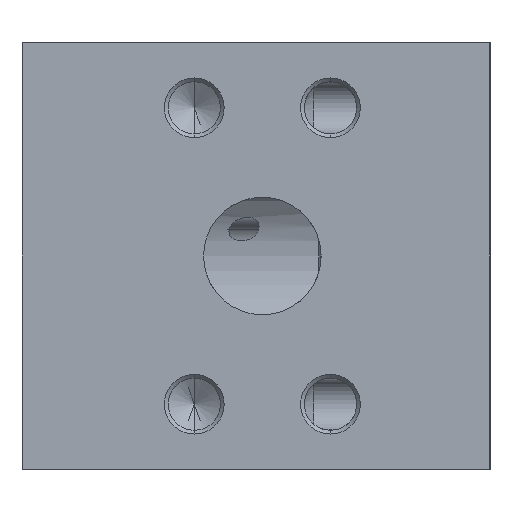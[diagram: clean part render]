
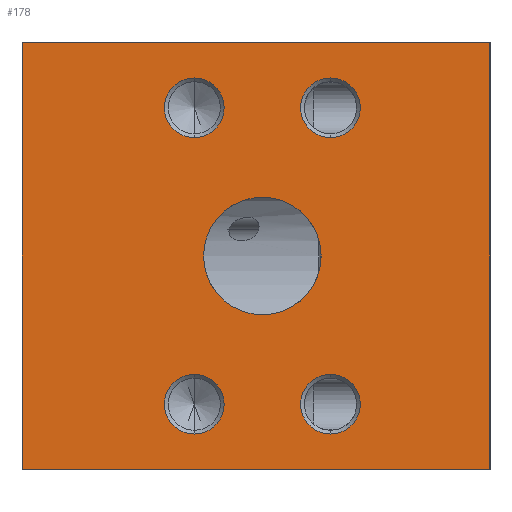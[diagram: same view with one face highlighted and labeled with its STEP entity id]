
A CAD part, left-side view. The second image highlights one B-rep face of the part: STEP entity #178.
In plain terms, the highlighted planar face has unit normal (-1, 0, 0).
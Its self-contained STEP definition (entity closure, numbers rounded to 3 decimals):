
#178 = ADVANCED_FACE ( 'NONE', ( #5175, #10093, #513, #6472, #4908, #17587 ), #6694, .T. ) ;
#513 = FACE_BOUND ( 'NONE', #15847, .T. ) ;
#789 = VECTOR ( 'NONE', #1043, 1000. ) ;
#883 = VERTEX_POINT ( 'NONE', #2403 ) ;
#952 = DIRECTION ( 'NONE',  ( 0., 0., 1. ) ) ;
#1043 = DIRECTION ( 'NONE',  ( 0., 0., 1. ) ) ;
#1118 = ORIENTED_EDGE ( 'NONE', *, *, #19191, .F. ) ;
#1184 = DIRECTION ( 'NONE',  ( 0., 0., 1. ) ) ;
#1279 = LINE ( 'NONE', #10412, #5641 ) ;
#1456 = CARTESIAN_POINT ( 'NONE',  ( 0., -46.15, 96.85 ) ) ;
#1734 = ORIENTED_EDGE ( 'NONE', *, *, #14840, .T. ) ;
#1789 = CARTESIAN_POINT ( 'NONE',  ( 0., -46.15, 9.45 ) ) ;
#2403 = CARTESIAN_POINT ( 'NONE',  ( 0., -82.65, 88.85 ) ) ;
#2644 = VERTEX_POINT ( 'NONE', #1789 ) ;
#2647 = DIRECTION ( 'NONE',  ( 0., 0., 1. ) ) ;
#2876 = VECTOR ( 'NONE', #9423, 1000. ) ;
#3016 = VERTEX_POINT ( 'NONE', #7868 ) ;
#3192 = AXIS2_PLACEMENT_3D ( 'NONE', #15591, #5659, #18910 ) ;
#3407 = DIRECTION ( 'NONE',  ( 0., 0., 1. ) ) ;
#3533 = ORIENTED_EDGE ( 'NONE', *, *, #14816, .F. ) ;
#3574 = CIRCLE ( 'NONE', #18998, 8. ) ;
#3663 = CARTESIAN_POINT ( 'NONE',  ( 0., -82.65, 17.45 ) ) ;
#3824 = EDGE_LOOP ( 'NONE', ( #10863, #5635 ) ) ;
#4143 = CIRCLE ( 'NONE', #19457, 8. ) ;
#4384 = CARTESIAN_POINT ( 'NONE',  ( 0., -46.15, 25.45 ) ) ;
#4391 = CARTESIAN_POINT ( 'NONE',  ( 0., 0., 114.3 ) ) ;
#4454 = EDGE_CURVE ( 'NONE', #13887, #17445, #1279, .T. ) ;
#4724 = CARTESIAN_POINT ( 'NONE',  ( 0., -125.4, 0. ) ) ;
#4908 = FACE_BOUND ( 'NONE', #16051, .T. ) ;
#5175 = FACE_BOUND ( 'NONE', #19972, .T. ) ;
#5253 = DIRECTION ( 'NONE',  ( 1., 0., 0. ) ) ;
#5334 = EDGE_CURVE ( 'NONE', #3016, #883, #5487, .T. ) ;
#5487 = CIRCLE ( 'NONE', #12592, 8. ) ;
#5555 = EDGE_CURVE ( 'NONE', #13394, #16944, #7822, .T. ) ;
#5600 = EDGE_LOOP ( 'NONE', ( #15662, #8833 ) ) ;
#5635 = ORIENTED_EDGE ( 'NONE', *, *, #9265, .T. ) ;
#5641 = VECTOR ( 'NONE', #12097, 1000. ) ;
#5659 = DIRECTION ( 'NONE',  ( -1., 0., 0. ) ) ;
#5760 = VERTEX_POINT ( 'NONE', #4724 ) ;
#5804 = EDGE_CURVE ( 'NONE', #18229, #14159, #6775, .T. ) ;
#6208 = DIRECTION ( 'NONE',  ( 1., 0., 0. ) ) ;
#6472 = FACE_BOUND ( 'NONE', #3824, .T. ) ;
#6493 = CARTESIAN_POINT ( 'NONE',  ( 0., -82.65, 96.85 ) ) ;
#6503 = CARTESIAN_POINT ( 'NONE',  ( 0., -46.15, 88.85 ) ) ;
#6694 = PLANE ( 'NONE',  #15941 ) ;
#6775 = CIRCLE ( 'NONE', #17423, 8. ) ;
#6845 = DIRECTION ( 'NONE',  ( 0., 0., 1. ) ) ;
#7002 = LINE ( 'NONE', #10885, #18898 ) ;
#7407 = CARTESIAN_POINT ( 'NONE',  ( 0., -64.4, 57.15 ) ) ;
#7822 = CIRCLE ( 'NONE', #3192, 15.75 ) ;
#7868 = CARTESIAN_POINT ( 'NONE',  ( 0., -82.65, 104.85 ) ) ;
#8191 = DIRECTION ( 'NONE',  ( 0., 0., 1. ) ) ;
#8812 = EDGE_CURVE ( 'NONE', #16944, #13394, #16554, .T. ) ;
#8833 = ORIENTED_EDGE ( 'NONE', *, *, #14932, .T. ) ;
#9111 = CARTESIAN_POINT ( 'NONE',  ( 0., -46.15, 96.85 ) ) ;
#9265 = EDGE_CURVE ( 'NONE', #883, #3016, #21451, .T. ) ;
#9423 = DIRECTION ( 'NONE',  ( 0., 1., 0. ) ) ;
#9754 = DIRECTION ( 'NONE',  ( 1., 0., 0. ) ) ;
#10016 = EDGE_CURVE ( 'NONE', #19338, #20974, #20548, .T. ) ;
#10093 = FACE_BOUND ( 'NONE', #5600, .T. ) ;
#10202 = CARTESIAN_POINT ( 'NONE',  ( 0., -64.4, 41.4 ) ) ;
#10412 = CARTESIAN_POINT ( 'NONE',  ( 0., -125.4, 114.3 ) ) ;
#10863 = ORIENTED_EDGE ( 'NONE', *, *, #5334, .T. ) ;
#10885 = CARTESIAN_POINT ( 'NONE',  ( 0., 0., 0. ) ) ;
#11147 = ORIENTED_EDGE ( 'NONE', *, *, #8812, .F. ) ;
#11176 = CARTESIAN_POINT ( 'NONE',  ( 0., -46.15, 17.45 ) ) ;
#11632 = CARTESIAN_POINT ( 'NONE',  ( 0., -125.4, 0. ) ) ;
#11652 = DIRECTION ( 'NONE',  ( 0., 0., 1. ) ) ;
#11936 = DIRECTION ( 'NONE',  ( 0., 0., 1. ) ) ;
#11961 = ORIENTED_EDGE ( 'NONE', *, *, #12750, .T. ) ;
#12097 = DIRECTION ( 'NONE',  ( 0., 1., 0. ) ) ;
#12411 = AXIS2_PLACEMENT_3D ( 'NONE', #18272, #9754, #11652 ) ;
#12553 = AXIS2_PLACEMENT_3D ( 'NONE', #18483, #5253, #11936 ) ;
#12560 = CARTESIAN_POINT ( 'NONE',  ( 0., -125.4, 0. ) ) ;
#12592 = AXIS2_PLACEMENT_3D ( 'NONE', #6493, #6208, #21259 ) ;
#12635 = EDGE_CURVE ( 'NONE', #20974, #19338, #3574, .T. ) ;
#12643 = ORIENTED_EDGE ( 'NONE', *, *, #10016, .T. ) ;
#12650 = DIRECTION ( 'NONE',  ( 1., 0., 0. ) ) ;
#12750 = EDGE_CURVE ( 'NONE', #14159, #18229, #17553, .T. ) ;
#13038 = VERTEX_POINT ( 'NONE', #4384 ) ;
#13152 = DIRECTION ( 'NONE',  ( -1., 0., 0. ) ) ;
#13394 = VERTEX_POINT ( 'NONE', #10202 ) ;
#13448 = DIRECTION ( 'NONE',  ( 1., 0., 0. ) ) ;
#13528 = DIRECTION ( 'NONE',  ( 0., 0., 1. ) ) ;
#13642 = ORIENTED_EDGE ( 'NONE', *, *, #5555, .F. ) ;
#13813 = CARTESIAN_POINT ( 'NONE',  ( 0., -125.4, 114.3 ) ) ;
#13887 = VERTEX_POINT ( 'NONE', #13813 ) ;
#14132 = DIRECTION ( 'NONE',  ( -1., 0., 0. ) ) ;
#14159 = VERTEX_POINT ( 'NONE', #14525 ) ;
#14201 = EDGE_LOOP ( 'NONE', ( #3533, #1118, #1734, #20700 ) ) ;
#14525 = CARTESIAN_POINT ( 'NONE',  ( 0., -46.15, 104.85 ) ) ;
#14610 = CARTESIAN_POINT ( 'NONE',  ( 0., -125.4, 0. ) ) ;
#14681 = DIRECTION ( 'NONE',  ( 1., 0., 0. ) ) ;
#14816 = EDGE_CURVE ( 'NONE', #19760, #17445, #7002, .T. ) ;
#14840 = EDGE_CURVE ( 'NONE', #5760, #13887, #19931, .T. ) ;
#14932 = EDGE_CURVE ( 'NONE', #2644, #13038, #4143, .T. ) ;
#15591 = CARTESIAN_POINT ( 'NONE',  ( 0., -64.4, 57.15 ) ) ;
#15662 = ORIENTED_EDGE ( 'NONE', *, *, #20458, .T. ) ;
#15777 = DIRECTION ( 'NONE',  ( 1., 0., 0. ) ) ;
#15847 = EDGE_LOOP ( 'NONE', ( #11961, #16330 ) ) ;
#15941 = AXIS2_PLACEMENT_3D ( 'NONE', #11632, #13152, #6845 ) ;
#16051 = EDGE_LOOP ( 'NONE', ( #11147, #13642 ) ) ;
#16232 = AXIS2_PLACEMENT_3D ( 'NONE', #9111, #12650, #18937 ) ;
#16330 = ORIENTED_EDGE ( 'NONE', *, *, #5804, .T. ) ;
#16554 = CIRCLE ( 'NONE', #17616, 15.75 ) ;
#16762 = CIRCLE ( 'NONE', #12553, 8. ) ;
#16944 = VERTEX_POINT ( 'NONE', #17491 ) ;
#17423 = AXIS2_PLACEMENT_3D ( 'NONE', #1456, #14681, #8191 ) ;
#17445 = VERTEX_POINT ( 'NONE', #4391 ) ;
#17491 = CARTESIAN_POINT ( 'NONE',  ( 0., -64.4, 72.9 ) ) ;
#17553 = CIRCLE ( 'NONE', #16232, 8. ) ;
#17558 = CARTESIAN_POINT ( 'NONE',  ( 0., -82.65, 96.85 ) ) ;
#17587 = FACE_OUTER_BOUND ( 'NONE', #14201, .T. ) ;
#17616 = AXIS2_PLACEMENT_3D ( 'NONE', #7407, #14132, #2647 ) ;
#18229 = VERTEX_POINT ( 'NONE', #6503 ) ;
#18272 = CARTESIAN_POINT ( 'NONE',  ( 0., -82.65, 17.45 ) ) ;
#18483 = CARTESIAN_POINT ( 'NONE',  ( 0., -46.15, 17.45 ) ) ;
#18529 = CARTESIAN_POINT ( 'NONE',  ( 0., -82.65, 9.45 ) ) ;
#18616 = ORIENTED_EDGE ( 'NONE', *, *, #12635, .T. ) ;
#18898 = VECTOR ( 'NONE', #1184, 1000. ) ;
#18910 = DIRECTION ( 'NONE',  ( 0., 0., 1. ) ) ;
#18937 = DIRECTION ( 'NONE',  ( 0., 0., 1. ) ) ;
#18998 = AXIS2_PLACEMENT_3D ( 'NONE', #3663, #13448, #13528 ) ;
#19191 = EDGE_CURVE ( 'NONE', #5760, #19760, #20733, .T. ) ;
#19338 = VERTEX_POINT ( 'NONE', #20241 ) ;
#19457 = AXIS2_PLACEMENT_3D ( 'NONE', #11176, #19552, #3407 ) ;
#19458 = CARTESIAN_POINT ( 'NONE',  ( 0., 0., 0. ) ) ;
#19552 = DIRECTION ( 'NONE',  ( 1., 0., 0. ) ) ;
#19746 = AXIS2_PLACEMENT_3D ( 'NONE', #17558, #15777, #952 ) ;
#19760 = VERTEX_POINT ( 'NONE', #19458 ) ;
#19931 = LINE ( 'NONE', #12560, #789 ) ;
#19972 = EDGE_LOOP ( 'NONE', ( #12643, #18616 ) ) ;
#20241 = CARTESIAN_POINT ( 'NONE',  ( 0., -82.65, 25.45 ) ) ;
#20458 = EDGE_CURVE ( 'NONE', #13038, #2644, #16762, .T. ) ;
#20548 = CIRCLE ( 'NONE', #12411, 8. ) ;
#20700 = ORIENTED_EDGE ( 'NONE', *, *, #4454, .T. ) ;
#20733 = LINE ( 'NONE', #14610, #2876 ) ;
#20974 = VERTEX_POINT ( 'NONE', #18529 ) ;
#21259 = DIRECTION ( 'NONE',  ( 0., 0., 1. ) ) ;
#21451 = CIRCLE ( 'NONE', #19746, 8. ) ;
